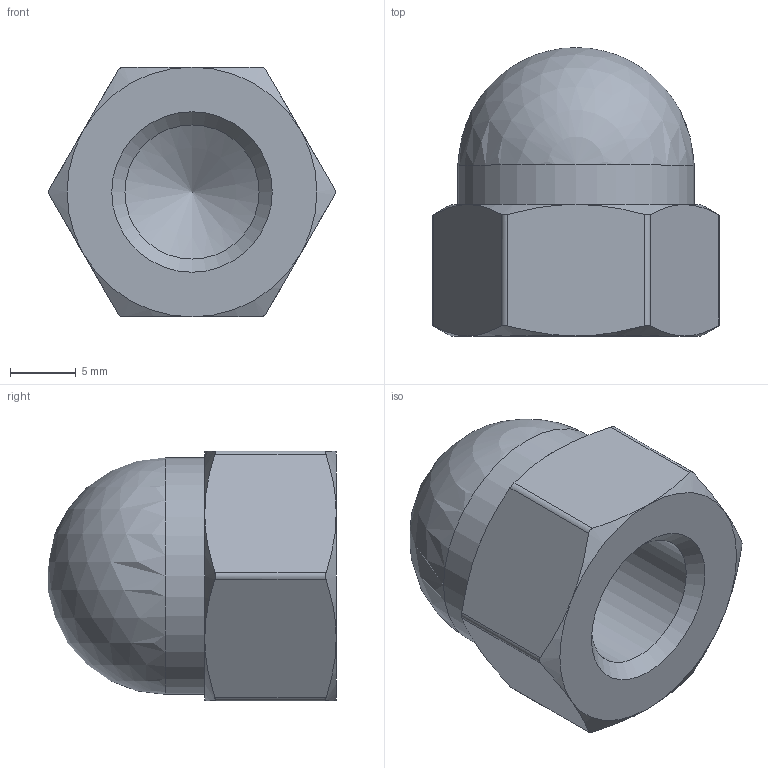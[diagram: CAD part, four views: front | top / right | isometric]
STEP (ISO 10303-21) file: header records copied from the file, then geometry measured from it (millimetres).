
FILE_DESCRIPTION (( 'STEP AP203' ), '1' );
FILE_NAME ('58322-240-12.step', '2019-12-19T09:46:26', ( '' ), ( '' ), 'SwSTEP 2.0', 'SolidWorks 2015', '' );
FILE_SCHEMA (( 'CONFIG_CONTROL_DESIGN' ));
Length unit declared in the file: millimetre
Products named in the file (2): 58322-240-12
Bounding box: 21.78 x 21.93 x 19 mm (x, y, z)
Volume: 3993.1 mm3; surface area: 2184.3 mm2
Topology: 1 solids, 1 shells, 31 faces, 76 edges, 47 vertices
Faces by surface type: cone 14, plane 8, cylinder 8, sphere 1
Full cylindrical faces by diameter (mm): 10.2 x1, 18 x1
Entity records: 1372 total; most frequent: CARTESIAN_POINT 603, ORIENTED_EDGE 130, DIRECTION 112, EDGE_CURVE 65, AXIS2_PLACEMENT_3D 50, VERTEX_POINT 41, B_SPLINE_CURVE_WITH_KNOTS 37, EDGE_LOOP 36
